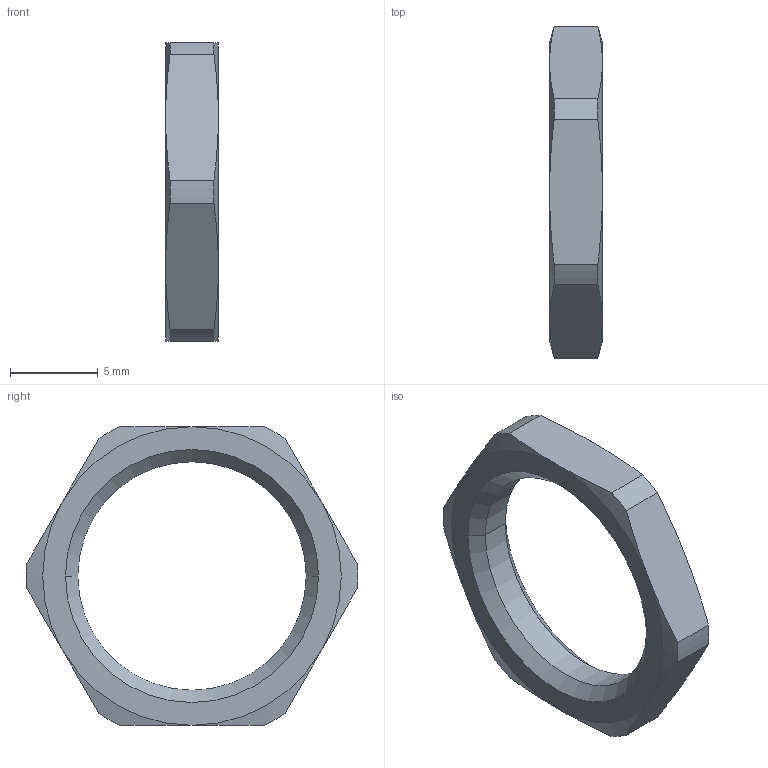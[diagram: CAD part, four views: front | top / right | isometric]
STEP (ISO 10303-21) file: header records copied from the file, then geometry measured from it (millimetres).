
FILE_DESCRIPTION((''),'2;1');
FILE_NAME('00002505','2015-12-17T',('cbrey'),(''),'PRO/ENGINEER BY PARAMETRIC TECHNOLOGY CORPORATION, 2014200','PRO/ENGINEER BY PARAMETRIC TECHNOLOGY CORPORATION, 2014200','');
FILE_SCHEMA(('AUTOMOTIVE_DESIGN { 1 0 10303 214 1 1 1 1 }'));
Length unit declared in the file: millimetre
Products named in the file (1): 00002505
Bounding box: 3 x 18.89 x 17 mm (x, y, z)
Volume: 323.5 mm3; surface area: 484.3 mm2
Topology: 1 solids, 1 shells, 32 faces, 74 edges, 44 vertices
Faces by surface type: cone 16, plane 8, cylinder 8
Entity records: 1518 total; most frequent: CARTESIAN_POINT 308, ORIENTED_EDGE 148, DIRECTION 146, PRESENTATION_STYLE_ASSIGNMENT 75, STYLED_ITEM 75, CURVE_STYLE 74, EDGE_CURVE 74, AXIS2_PLACEMENT_3D 64
